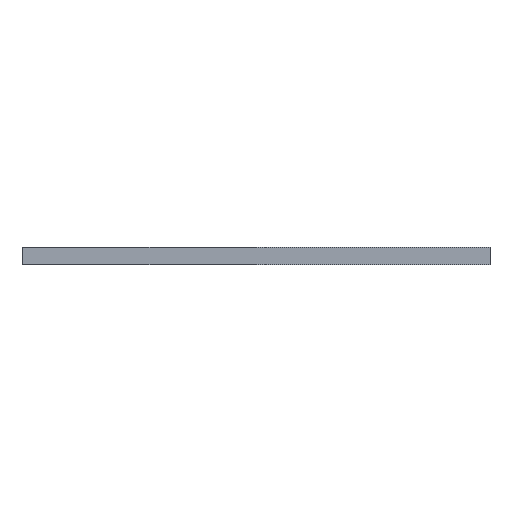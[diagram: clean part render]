
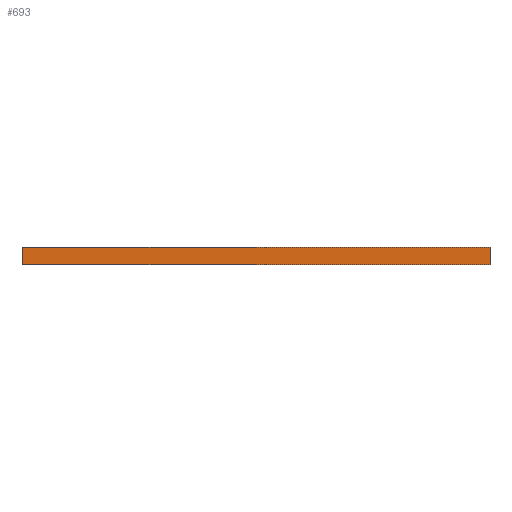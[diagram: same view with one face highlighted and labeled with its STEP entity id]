
A CAD part, left-side view. The second image highlights one B-rep face of the part: STEP entity #693.
In plain terms, the highlighted planar face has unit normal (-1, 0, 0).
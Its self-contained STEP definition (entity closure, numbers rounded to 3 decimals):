
#31 = VECTOR ( 'NONE', #2387, 1000. ) ;
#113 = CARTESIAN_POINT ( 'NONE',  ( -22.4, 22.875, 0.85 ) ) ;
#114 = PLANE ( 'NONE',  #1508 ) ;
#185 = ORIENTED_EDGE ( 'NONE', *, *, #3011, .F. ) ;
#212 = CARTESIAN_POINT ( 'NONE',  ( -22.4, 22.875, 0.85 ) ) ;
#272 = LINE ( 'NONE', #798, #1748 ) ;
#347 = FACE_OUTER_BOUND ( 'NONE', #1339, .T. ) ;
#565 = CARTESIAN_POINT ( 'NONE',  ( -22.4, -22.875, -0.85 ) ) ;
#652 = LINE ( 'NONE', #113, #31 ) ;
#693 = ADVANCED_FACE ( 'NONE', ( #347 ), #114, .T. ) ;
#737 = CARTESIAN_POINT ( 'NONE',  ( -22.4, -22.875, 0.85 ) ) ;
#754 = CARTESIAN_POINT ( 'NONE',  ( -22.4, 22.875, -0.85 ) ) ;
#776 = VERTEX_POINT ( 'NONE', #3231 ) ;
#798 = CARTESIAN_POINT ( 'NONE',  ( -22.4, -22.875, 0.85 ) ) ;
#1011 = VERTEX_POINT ( 'NONE', #212 ) ;
#1190 = EDGE_CURVE ( 'NONE', #776, #1011, #272, .T. ) ;
#1339 = EDGE_LOOP ( 'NONE', ( #3047, #185, #1394, #1819 ) ) ;
#1394 = ORIENTED_EDGE ( 'NONE', *, *, #1190, .T. ) ;
#1508 = AXIS2_PLACEMENT_3D ( 'NONE', #1935, #2190, #2166 ) ;
#1625 = LINE ( 'NONE', #565, #2095 ) ;
#1680 = VECTOR ( 'NONE', #1682, 1000. ) ;
#1682 = DIRECTION ( 'NONE',  ( 0., 0., -1. ) ) ;
#1748 = VECTOR ( 'NONE', #2887, 1000. ) ;
#1819 = ORIENTED_EDGE ( 'NONE', *, *, #2836, .T. ) ;
#1855 = DIRECTION ( 'NONE',  ( 0., 1., 0. ) ) ;
#1935 = CARTESIAN_POINT ( 'NONE',  ( -22.4, -22.875, 0.85 ) ) ;
#2095 = VECTOR ( 'NONE', #1855, 1000. ) ;
#2166 = DIRECTION ( 'NONE',  ( 0., 0., 1. ) ) ;
#2190 = DIRECTION ( 'NONE',  ( -1., 0., 0. ) ) ;
#2192 = VERTEX_POINT ( 'NONE', #754 ) ;
#2387 = DIRECTION ( 'NONE',  ( 0., 0., -1. ) ) ;
#2751 = VERTEX_POINT ( 'NONE', #3110 ) ;
#2836 = EDGE_CURVE ( 'NONE', #1011, #2192, #652, .T. ) ;
#2887 = DIRECTION ( 'NONE',  ( 0., 1., 0. ) ) ;
#3002 = LINE ( 'NONE', #737, #1680 ) ;
#3011 = EDGE_CURVE ( 'NONE', #776, #2751, #3002, .T. ) ;
#3047 = ORIENTED_EDGE ( 'NONE', *, *, #3259, .F. ) ;
#3110 = CARTESIAN_POINT ( 'NONE',  ( -22.4, -22.875, -0.85 ) ) ;
#3231 = CARTESIAN_POINT ( 'NONE',  ( -22.4, -22.875, 0.85 ) ) ;
#3259 = EDGE_CURVE ( 'NONE', #2751, #2192, #1625, .T. ) ;
